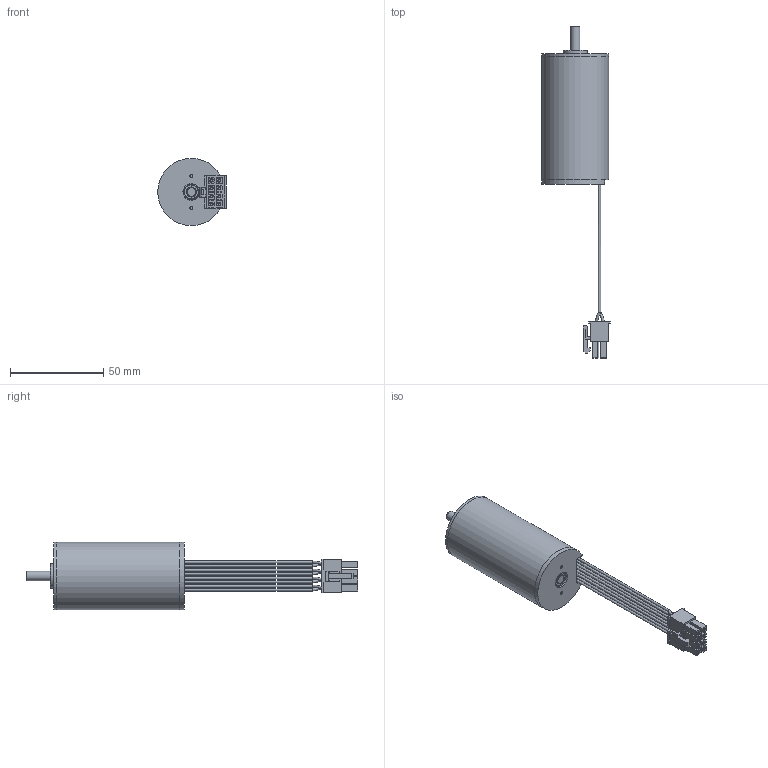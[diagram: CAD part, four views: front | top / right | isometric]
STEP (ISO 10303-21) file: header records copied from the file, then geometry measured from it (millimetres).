
FILE_DESCRIPTION (( 'STEP AP203' ), '1' );
FILE_NAME ('EC3670 3D芞.STEP', '2025-12-01T10:01:05', ( 'Windows 蚚誧' ), ( 'Organization' ), 'SwSTEP 2.0', 'SolidWorks 2020', '' );
FILE_SCHEMA (( 'CONFIG_CONTROL_DESIGN' ));
Length unit declared in the file: millimetre
Products named in the file (7): 01.02.0008 綴傷裔; 01.07.0015 儂褲; 01.10.0021 粣; 01.01.0022 ヶ傷裔; 01.14.0121 傷赽盄; EC3670 3Dͼ; 01.06.0006 粣創
Assembly tree (7 placements, depth 2):
  EC3670 3Dͼ
    01.07.0015 儂褲
    01.01.0022 ヶ傷裔
    01.02.0008 綴傷裔
    01.06.0006 粣創  x2
    01.10.0021 粣
    01.14.0121 傷赽盄
Bounding box: 36.75 x 178.1 x 36 mm (x, y, z)
Volume: 21436.2 mm3; surface area: 29780.8 mm2
Topology: 12 solids, 12 shells, 707 faces, 2029 edges, 1342 vertices
Faces by surface type: plane 437, sphere 120, cylinder 86, torus 50, bspline 8, cone 6
Full cylindrical faces by diameter (mm): 0.6 x8, 1.3 x8, 1.6 x2, 2.5 x4, 5 x3, 7.35 x4, 8.096 x4, 8.903 x2, 9 x2, 10.146 x2, 11.7 x8, 13 x5, 29 x1, 33 x2, 34 x2, 34.1 x1, 34.3 x1, 36 x2
Entity records: 20317 total; most frequent: CARTESIAN_POINT 4951, ORIENTED_EDGE 3038, DIRECTION 2852, EDGE_CURVE 1519, VERTEX_POINT 1035, LINE 968, VECTOR 968, AXIS2_PLACEMENT_3D 942
